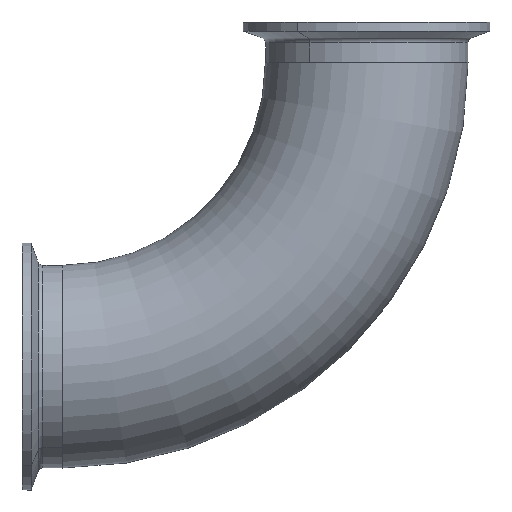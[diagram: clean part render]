
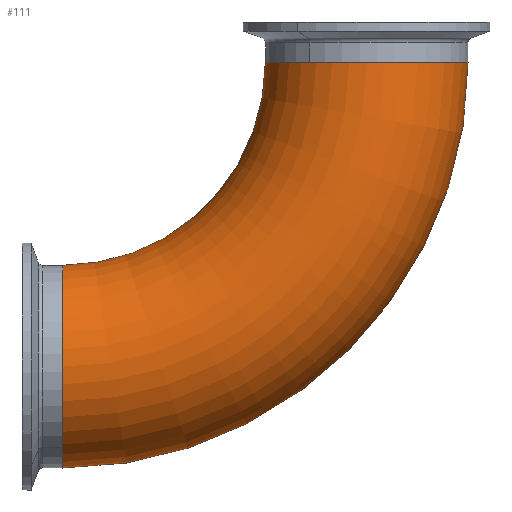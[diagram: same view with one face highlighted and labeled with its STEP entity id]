
A CAD part, front view. The second image highlights one B-rep face of the part: STEP entity #111.
In plain terms, the highlighted toroidal (fillet/blend) face has major radius 95.2 mm and minor radius 31.75 mm.
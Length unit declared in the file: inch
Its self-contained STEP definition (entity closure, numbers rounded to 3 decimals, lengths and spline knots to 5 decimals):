
#47 = AXIS2_PLACEMENT_3D ( 'NONE', #908, #131, #52 ) ;
#48 = CARTESIAN_POINT ( 'NONE',  ( 0., 0., 0. ) ) ;
#52 = DIRECTION ( 'NONE',  ( 0., 0., -1. ) ) ;
#63 = CARTESIAN_POINT ( 'NONE',  ( 0., 0., -4.99803 ) ) ;
#95 = CIRCLE ( 'NONE', #1000, 1.25 ) ;
#111 = ADVANCED_FACE ( 'NONE', ( #798 ), #554, .T. ) ;
#131 = DIRECTION ( 'NONE',  ( 0., -1., 0. ) ) ;
#153 = DIRECTION ( 'NONE',  ( 0., 0., 1. ) ) ;
#206 = CARTESIAN_POINT ( 'NONE',  ( 4.99803, 0., 0. ) ) ;
#222 = VERTEX_POINT ( 'NONE', #63 ) ;
#327 = ORIENTED_EDGE ( 'NONE', *, *, #982, .F. ) ;
#331 = ORIENTED_EDGE ( 'NONE', *, *, #999, .T. ) ;
#339 = DIRECTION ( 'NONE',  ( 0., 0., -1. ) ) ;
#406 = EDGE_LOOP ( 'NONE', ( #331, #804, #327, #904 ) ) ;
#409 = CARTESIAN_POINT ( 'NONE',  ( 0., 0., -2.49803 ) ) ;
#420 = VERTEX_POINT ( 'NONE', #812 ) ;
#426 = CARTESIAN_POINT ( 'NONE',  ( 0., 0., 0. ) ) ;
#490 = CIRCLE ( 'NONE', #764, 2.49803 ) ;
#504 = DIRECTION ( 'NONE',  ( 0., -1., 0. ) ) ;
#552 = CIRCLE ( 'NONE', #47, 4.99803 ) ;
#554 = TOROIDAL_SURFACE ( 'NONE', #616, 3.74803, 1.25 ) ;
#575 = VERTEX_POINT ( 'NONE', #409 ) ;
#588 = DIRECTION ( 'NONE',  ( 0., 0., -1. ) ) ;
#597 = DIRECTION ( 'NONE',  ( 0., -1., 0. ) ) ;
#609 = VERTEX_POINT ( 'NONE', #206 ) ;
#612 = CARTESIAN_POINT ( 'NONE',  ( 3.74803, 0., 0. ) ) ;
#616 = AXIS2_PLACEMENT_3D ( 'NONE', #426, #504, #339 ) ;
#697 = DIRECTION ( 'NONE',  ( 1., 0., 0. ) ) ;
#764 = AXIS2_PLACEMENT_3D ( 'NONE', #48, #597, #588 ) ;
#784 = DIRECTION ( 'NONE',  ( 1., 0., 0. ) ) ;
#798 = FACE_OUTER_BOUND ( 'NONE', #406, .T. ) ;
#804 = ORIENTED_EDGE ( 'NONE', *, *, #903, .T. ) ;
#807 = CIRCLE ( 'NONE', #815, 1.25 ) ;
#812 = CARTESIAN_POINT ( 'NONE',  ( 2.49803, 0., 0. ) ) ;
#815 = AXIS2_PLACEMENT_3D ( 'NONE', #925, #784, #855 ) ;
#855 = DIRECTION ( 'NONE',  ( 0., 0., -1. ) ) ;
#903 = EDGE_CURVE ( 'NONE', #222, #609, #552, .T. ) ;
#904 = ORIENTED_EDGE ( 'NONE', *, *, #921, .F. ) ;
#908 = CARTESIAN_POINT ( 'NONE',  ( 0., 0., 0. ) ) ;
#921 = EDGE_CURVE ( 'NONE', #575, #420, #490, .T. ) ;
#925 = CARTESIAN_POINT ( 'NONE',  ( 0., 0., -3.74803 ) ) ;
#982 = EDGE_CURVE ( 'NONE', #420, #609, #95, .T. ) ;
#999 = EDGE_CURVE ( 'NONE', #575, #222, #807, .T. ) ;
#1000 = AXIS2_PLACEMENT_3D ( 'NONE', #612, #153, #697 ) ;
